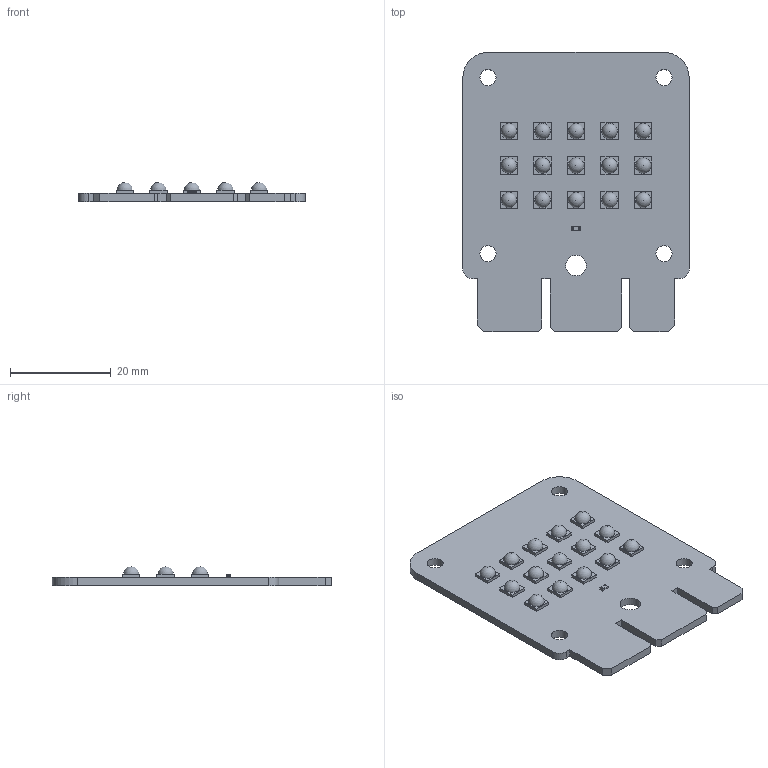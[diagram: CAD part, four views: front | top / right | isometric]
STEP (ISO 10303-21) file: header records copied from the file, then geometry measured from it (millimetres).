
FILE_DESCRIPTION(('KiCad electronic assembly'),'2;1');
FILE_NAME('led-panel.step','2018-11-29T14:05:14',('An Author'),( 'A Company'),'Open CASCADE STEP processor 6.8', 'KiCad to STEP converter','Unknown');
FILE_SCHEMA(('AUTOMOTIVE_DESIGN_CC2 { 1 2 10303 214 -1 1 5 4 }'));
Length unit declared in the file: millimetre
Products named in the file (6): Open CASCADE STEP translator 6.8 1; R_0603_1608Metric; SOLID; LED-LTPL-C034UVH405; COMPOUND
Assembly tree (19 placements, depth 3):
  Open CASCADE STEP translator 6.8 1
    R_0603_1608Metric
      SOLID
    LED-LTPL-C034UVH405  x15
      COMPOUND
    COMPOUND
Bounding box: 45 x 55.5 x 3.78 mm (x, y, z)
Volume: 3966.6 mm3; surface area: 5958.5 mm2
Topology: 32 solids, 32 shells, 179 faces, 386 edges, 256 vertices
Faces by surface type: plane 147, cylinder 17, sphere 15
Full cylindrical faces by diameter (mm): 3.2 x4, 4.06 x1
Entity records: 5663 total; most frequent: CARTESIAN_POINT 1724, DIRECTION 674, LINE 419, VECTOR 419, ORIENTED_EDGE 350, PCURVE 350, DEFINITIONAL_REPRESENTATION 350, EDGE_CURVE 175
